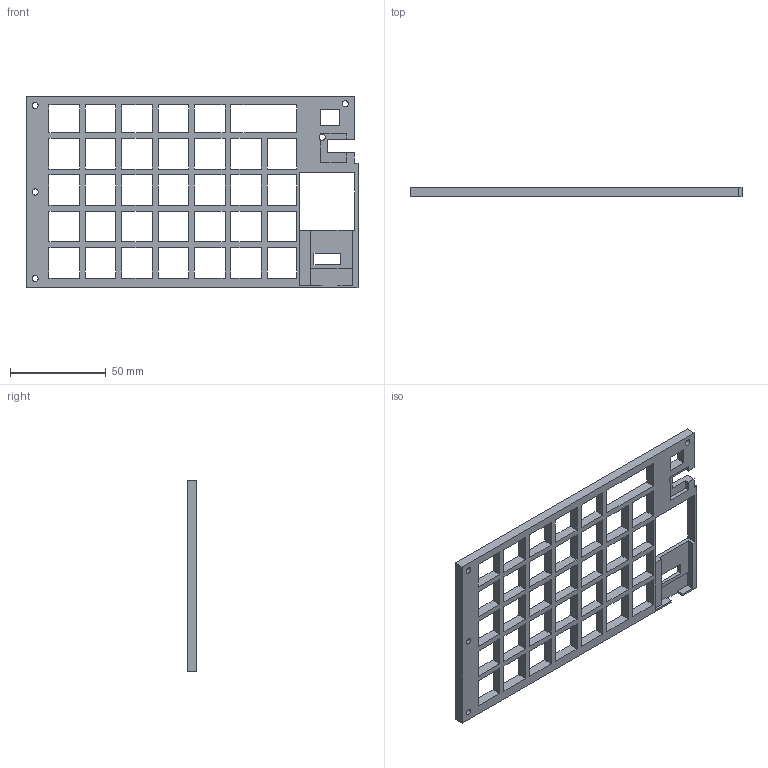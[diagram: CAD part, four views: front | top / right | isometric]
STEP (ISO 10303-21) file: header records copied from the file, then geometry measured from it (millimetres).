
FILE_DESCRIPTION(/* description */ ('STEP AP242','CAx-IF Rec.Pracs.---Representation and Presentation of Product Manufacturing Information (PMI)---4.0---2014-10-13','CAx-IF Rec.Pracs.---3D Tessellated Geometry---0.4---2014-09-14','2;1'),/* implementation_level */ '2;1');
FILE_NAME(/* name */ '688bfde565539c40a5eaa952',/* time_stamp */ '2025-07-31T23:36:05Z',/* author */ (''),/* organization */ (''),/* preprocessor_version */ 'ST-DEVELOPER v20',/* originating_system */ 'ONSHAPE BY PTC INC, 1.201',/* authorisation */ ' ');
FILE_SCHEMA (('AP242_MANAGED_MODEL_BASED_3D_ENGINEERING_MIM_LF { 1 0 10303 442 1 1 4 }'));
Length unit declared in the file: metre
Products named in the file (1): Part 2
Bounding box: 173.44 x 5 x 100 mm (x, y, z)
Volume: 34168.8 mm3; surface area: 29739.7 mm2
Topology: 1 solids, 1 shells, 182 faces, 546 edges, 364 vertices
Faces by surface type: plane 177, cylinder 5
Full cylindrical faces by diameter (mm): 3.2 x5
Entity records: 6177 total; most frequent: CARTESIAN_POINT 1086, ORIENTED_EDGE 1080, DIRECTION 917, EDGE_CURVE 540, LINE 529, VECTOR 529, VERTEX_POINT 363, EDGE_LOOP 269
